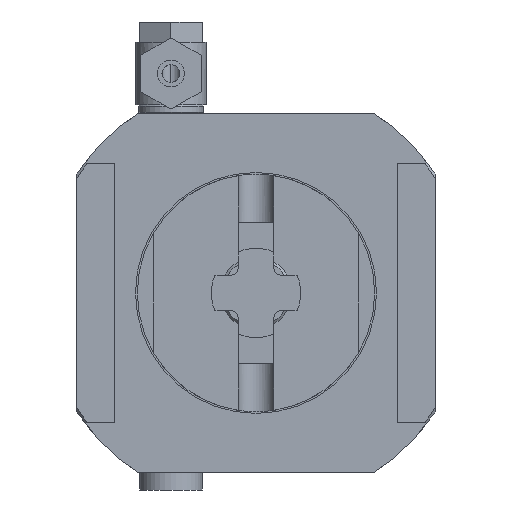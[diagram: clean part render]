
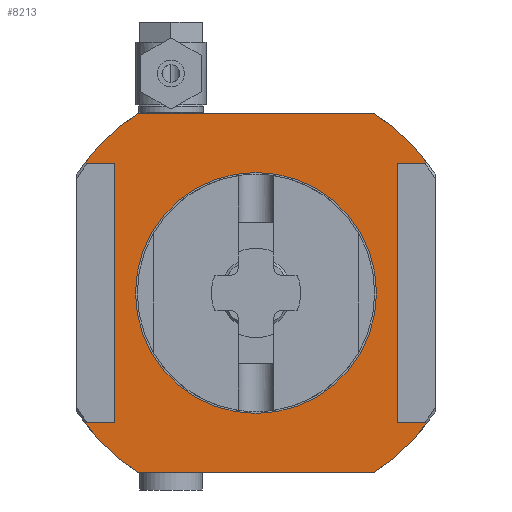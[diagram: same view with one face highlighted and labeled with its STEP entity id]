
A CAD part, left-side view. The second image highlights one B-rep face of the part: STEP entity #8213.
In plain terms, the highlighted planar face has unit normal (-1, 0, 0).
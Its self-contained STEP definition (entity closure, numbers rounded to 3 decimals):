
#2760=DIRECTION('',(0.,0.,1.));
#2761=VECTOR('',#2760,58.);
#2762=CARTESIAN_POINT('',(-79.3,32.1,-29.));
#2763=LINE('',#2762,#2761);
#2764=CARTESIAN_POINT('',(-79.3,0.,0.));
#2765=DIRECTION('',(1.,0.,0.));
#2766=DIRECTION('',(0.,0.797,0.604));
#2767=AXIS2_PLACEMENT_3D('',#2764,#2765,#2766);
#2769=DIRECTION('',(0.,-1.,0.));
#2770=VECTOR('',#2769,53.066);
#2771=CARTESIAN_POINT('',(-79.3,26.533,40.));
#2772=LINE('',#2771,#2770);
#2773=CARTESIAN_POINT('',(-79.3,0.,0.));
#2774=DIRECTION('',(1.,0.,0.));
#2775=DIRECTION('',(0.,-0.553,0.833));
#2776=AXIS2_PLACEMENT_3D('',#2773,#2774,#2775);
#2778=DIRECTION('',(0.,0.,1.));
#2779=VECTOR('',#2778,58.);
#2780=CARTESIAN_POINT('',(-79.3,-32.1,-29.));
#2781=LINE('',#2780,#2779);
#2782=CARTESIAN_POINT('',(-79.3,0.,0.));
#2783=DIRECTION('',(1.,0.,0.));
#2784=DIRECTION('',(0.,-0.797,-0.604));
#2785=AXIS2_PLACEMENT_3D('',#2782,#2783,#2784);
#2787=DIRECTION('',(0.,1.,0.));
#2788=VECTOR('',#2787,53.066);
#2789=CARTESIAN_POINT('',(-79.3,-26.533,-40.));
#2790=LINE('',#2789,#2788);
#2791=CARTESIAN_POINT('',(-79.3,0.,0.));
#2792=DIRECTION('',(1.,0.,0.));
#2793=DIRECTION('',(0.,0.553,-0.833));
#2794=AXIS2_PLACEMENT_3D('',#2791,#2792,#2793);
#2806=DIRECTION('',(0.,1.,0.));
#2807=VECTOR('',#2806,6.149);
#2808=CARTESIAN_POINT('',(-79.3,32.1,-29.));
#2809=LINE('',#2808,#2807);
#2852=DIRECTION('',(0.,-1.,0.));
#2853=VECTOR('',#2852,6.149);
#2854=CARTESIAN_POINT('',(-79.3,38.249,29.));
#2855=LINE('',#2854,#2853);
#2928=DIRECTION('',(0.,1.,0.));
#2929=VECTOR('',#2928,6.149);
#2930=CARTESIAN_POINT('',(-79.3,-38.249,-29.));
#2931=LINE('',#2930,#2929);
#2958=DIRECTION('',(0.,-1.,0.));
#2959=VECTOR('',#2958,6.149);
#2960=CARTESIAN_POINT('',(-79.3,-32.1,29.));
#2961=LINE('',#2960,#2959);
#3112=CARTESIAN_POINT('',(-79.3,0.,0.));
#3113=DIRECTION('',(-1.,0.,0.));
#3114=DIRECTION('',(0.,-1.,0.));
#3115=AXIS2_PLACEMENT_3D('',#3112,#3113,#3114);
#3141=CARTESIAN_POINT('',(-79.3,0.,0.));
#3142=DIRECTION('',(-1.,0.,0.));
#3143=DIRECTION('',(0.,1.,0.));
#3144=AXIS2_PLACEMENT_3D('',#3141,#3142,#3143);
#4333=CARTESIAN_POINT('',(-79.3,-26.9,0.));
#4334=CARTESIAN_POINT('',(-79.3,26.9,0.));
#4335=VERTEX_POINT('',#4333);
#4336=VERTEX_POINT('',#4334);
#4361=CARTESIAN_POINT('',(-79.3,38.249,-29.));
#4362=VERTEX_POINT('',#4361);
#4363=CARTESIAN_POINT('',(-79.3,-38.249,-29.));
#4364=VERTEX_POINT('',#4363);
#4365=CARTESIAN_POINT('',(-79.3,-38.249,29.));
#4366=VERTEX_POINT('',#4365);
#4367=CARTESIAN_POINT('',(-79.3,38.249,29.));
#4368=VERTEX_POINT('',#4367);
#4370=CARTESIAN_POINT('',(-79.3,26.533,-40.));
#4372=VERTEX_POINT('',#4370);
#4374=CARTESIAN_POINT('',(-79.3,-26.533,-40.));
#4376=VERTEX_POINT('',#4374);
#4378=CARTESIAN_POINT('',(-79.3,-26.533,40.));
#4380=VERTEX_POINT('',#4378);
#4382=CARTESIAN_POINT('',(-79.3,26.533,40.));
#4384=VERTEX_POINT('',#4382);
#4393=CARTESIAN_POINT('',(-79.3,32.1,-29.));
#4394=CARTESIAN_POINT('',(-79.3,32.1,29.));
#4395=VERTEX_POINT('',#4393);
#4396=VERTEX_POINT('',#4394);
#4405=CARTESIAN_POINT('',(-79.3,-32.1,-29.));
#4406=CARTESIAN_POINT('',(-79.3,-32.1,29.));
#4407=VERTEX_POINT('',#4405);
#4408=VERTEX_POINT('',#4406);
#8177=CARTESIAN_POINT('',(-79.3,32.5,-57.6));
#8178=DIRECTION('',(1.,0.,0.));
#8179=DIRECTION('',(0.,-1.,0.));
#8180=AXIS2_PLACEMENT_3D('',#8177,#8178,#8179);
#8181=PLANE('',#8180);
#8183=ORIENTED_EDGE('',*,*,#8182,.T.);
#8185=ORIENTED_EDGE('',*,*,#8184,.F.);
#8187=ORIENTED_EDGE('',*,*,#8186,.T.);
#8188=ORIENTED_EDGE('',*,*,#8167,.T.);
#8190=ORIENTED_EDGE('',*,*,#8189,.T.);
#8192=ORIENTED_EDGE('',*,*,#8191,.F.);
#8194=ORIENTED_EDGE('',*,*,#8193,.F.);
#8196=ORIENTED_EDGE('',*,*,#8195,.F.);
#8198=ORIENTED_EDGE('',*,*,#8197,.T.);
#8200=ORIENTED_EDGE('',*,*,#8199,.T.);
#8202=ORIENTED_EDGE('',*,*,#8201,.T.);
#8204=ORIENTED_EDGE('',*,*,#8203,.F.);
#8205=EDGE_LOOP('',(#8183,#8185,#8187,#8188,#8190,#8192,#8194,#8196,#8198,#8200,
#8202,#8204));
#8206=FACE_OUTER_BOUND('',#8205,.F.);
#8208=ORIENTED_EDGE('',*,*,#8207,.T.);
#8210=ORIENTED_EDGE('',*,*,#8209,.T.);
#8211=EDGE_LOOP('',(#8208,#8210));
#8212=FACE_BOUND('',#8211,.F.);
#8213=ADVANCED_FACE('',(#8206,#8212),#8181,.F.);
#2768=CIRCLE('',#2767,48.);
#2777=CIRCLE('',#2776,48.);
#2786=CIRCLE('',#2785,48.);
#2795=CIRCLE('',#2794,48.);
#3116=CIRCLE('',#3115,26.9);
#3145=CIRCLE('',#3144,26.9);
#8167=EDGE_CURVE('',#4384,#4380,#2772,.T.);
#8182=EDGE_CURVE('',#4395,#4396,#2763,.T.);
#8184=EDGE_CURVE('',#4368,#4396,#2855,.T.);
#8186=EDGE_CURVE('',#4368,#4384,#2768,.T.);
#8189=EDGE_CURVE('',#4380,#4366,#2777,.T.);
#8191=EDGE_CURVE('',#4408,#4366,#2961,.T.);
#8193=EDGE_CURVE('',#4407,#4408,#2781,.T.);
#8195=EDGE_CURVE('',#4364,#4407,#2931,.T.);
#8197=EDGE_CURVE('',#4364,#4376,#2786,.T.);
#8199=EDGE_CURVE('',#4376,#4372,#2790,.T.);
#8201=EDGE_CURVE('',#4372,#4362,#2795,.T.);
#8203=EDGE_CURVE('',#4395,#4362,#2809,.T.);
#8207=EDGE_CURVE('',#4335,#4336,#3116,.T.);
#8209=EDGE_CURVE('',#4336,#4335,#3145,.T.);
